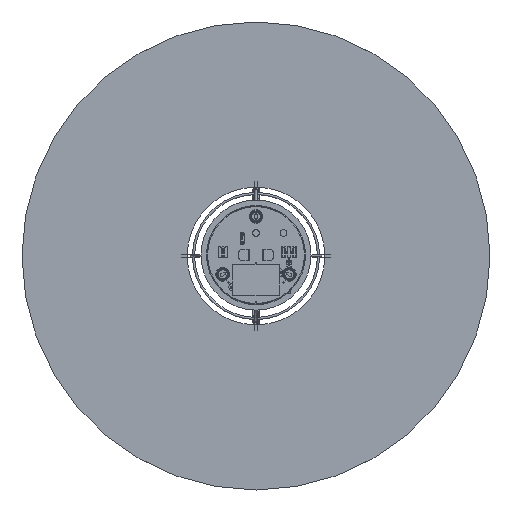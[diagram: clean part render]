
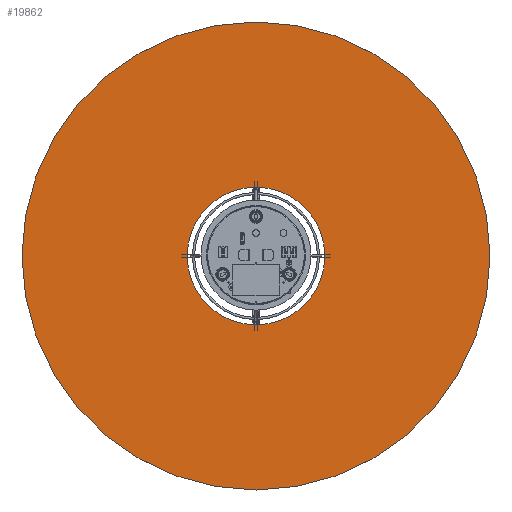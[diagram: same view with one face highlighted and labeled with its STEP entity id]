
A CAD part, top view. The second image highlights one B-rep face of the part: STEP entity #19862.
In plain terms, the highlighted face is planar.
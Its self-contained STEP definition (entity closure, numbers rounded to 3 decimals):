
#463=FACE_BOUND('',#3220,.T.);
#972=PLANE('',#21906);
#2080=FACE_OUTER_BOUND('',#3219,.T.);
#3219=EDGE_LOOP('',(#16170));
#3220=EDGE_LOOP('',(#16171));
#8183=CIRCLE('',#21901,125.);
#8186=CIRCLE('',#21905,425.);
#9540=VERTEX_POINT('',#32488);
#9543=VERTEX_POINT('',#32496);
#11903=EDGE_CURVE('',#9540,#9540,#8183,.T.);
#11908=EDGE_CURVE('',#9543,#9543,#8186,.T.);
#16170=ORIENTED_EDGE('',*,*,#11908,.T.);
#16171=ORIENTED_EDGE('',*,*,#11903,.T.);
#19862=ADVANCED_FACE('',(#2080,#463),#972,.F.);
#21901=AXIS2_PLACEMENT_3D('',#32489,#25534,#25535);
#21905=AXIS2_PLACEMENT_3D('',#32498,#25544,#25545);
#21906=AXIS2_PLACEMENT_3D('',#32499,#25546,#25547);
#25534=DIRECTION('center_axis',(0.,1.,0.));
#25535=DIRECTION('ref_axis',(1.,0.,0.));
#25544=DIRECTION('center_axis',(0.,-1.,0.));
#25545=DIRECTION('ref_axis',(1.,0.,0.));
#25546=DIRECTION('center_axis',(0.,1.,0.));
#25547=DIRECTION('ref_axis',(0.,0.,1.));
#32488=CARTESIAN_POINT('',(-125.,0.,0.));
#32489=CARTESIAN_POINT('Origin',(0.,0.,0.));
#32496=CARTESIAN_POINT('',(-425.,0.,0.));
#32498=CARTESIAN_POINT('Origin',(0.,0.,0.));
#32499=CARTESIAN_POINT('Origin',(0.,0.,0.));
